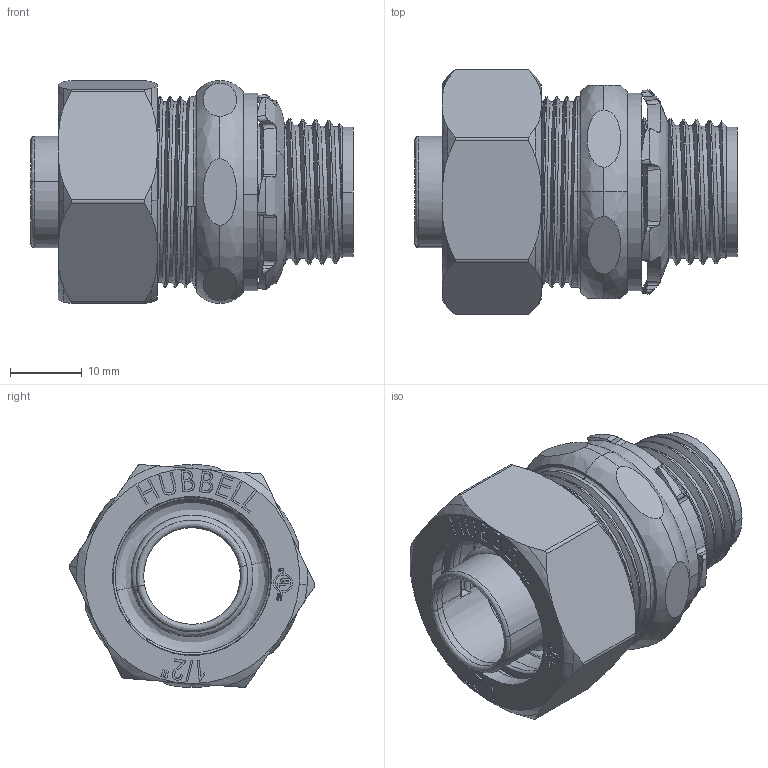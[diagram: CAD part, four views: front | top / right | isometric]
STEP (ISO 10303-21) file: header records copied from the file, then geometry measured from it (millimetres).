
FILE_DESCRIPTION (( 'STEP AP214' ), '1' );
FILE_NAME ('3512RAC.step', '2017-10-09T19:56:39', ( '' ), ( '' ), 'SwSTEP 2.0', 'SolidWorks 2017', '' );
FILE_SCHEMA (( 'AUTOMOTIVE_DESIGN' ));
Length unit declared in the file: inch
Products named in the file (8): 3512RAC; 3512RAC-6; 3512RAC-4; 3512RAC-1; 3512RAC-5; 3512RAC-3; 3512RAC-2; 3512RAC-8
Assembly tree (7 placements, depth 2):
  3512RAC
    3512RAC-6
    3512RAC-2
    3512RAC-3
    3512RAC-1
    3512RAC-5
    3512RAC-4
    3512RAC-8
Bounding box: 44.75 x 34.15 x 30.99 mm (x, y, z)
Volume: 10674.1 mm3; surface area: 17352.5 mm2
Topology: 8 solids, 8 shells, 516 faces, 1371 edges, 895 vertices
Faces by surface type: plane 197, bspline 154, cylinder 98, cone 67
Entity records: 42273 total; most frequent: CARTESIAN_POINT 24761, ORIENTED_EDGE 2742, DIRECTION 1936, EDGE_CURVE 1371, VERTEX_POINT 895, AXIS2_PLACEMENT_3D 653, VECTOR 630, LINE 630
